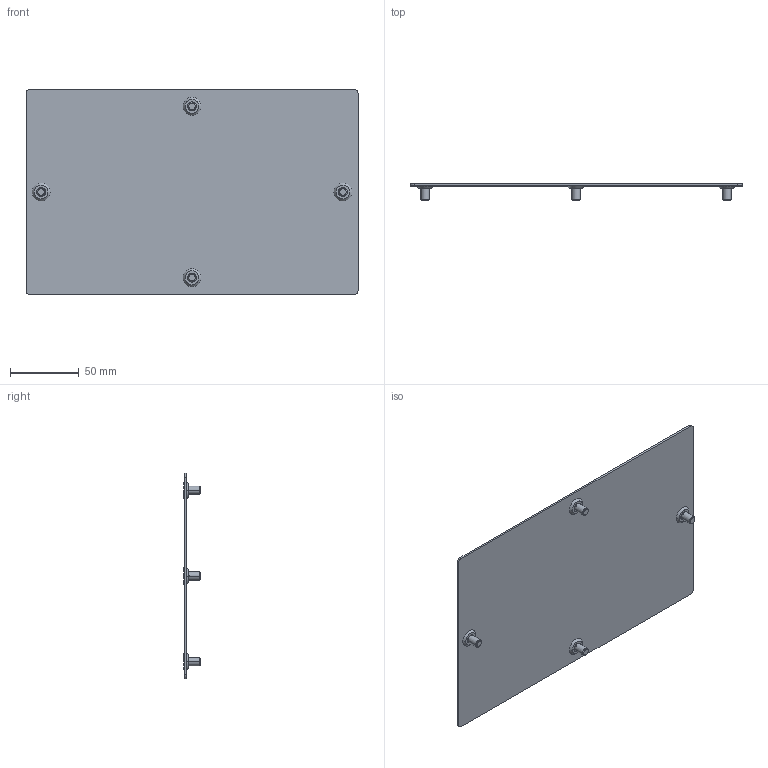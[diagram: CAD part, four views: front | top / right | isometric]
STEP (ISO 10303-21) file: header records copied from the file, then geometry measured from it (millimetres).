
FILE_DESCRIPTION(('STEP AP214'),'1');
FILE_NAME('cctmp_DC0A3F30-D773-4E35-BBBD-3610F3860F55_2024_06_07_11_26_30_0241..stp','2024-06-07T09:26:30',('SIEMENS A&D'),('CADClick - www.CADClick.com'),'Spatial InterOp 3D',' ','unknown authorization');
FILE_SCHEMA(('AUTOMOTIVE_DESIGN'));
Length unit declared in the file: millimetre
Products named in the file (6): cc_unnamed; 2024_06_07_11_26_30_0218; 2024_06_07_11_26_30_0177; 2024_06_07_11_26_30_0136; 2024_06_07_11_26_30_0095; 2024_06_07_11_26_30_0054
Assembly tree (5 placements, depth 2):
  cc_unnamed
    2024_06_07_11_26_30_0218
    2024_06_07_11_26_30_0177
    2024_06_07_11_26_30_0136
    2024_06_07_11_26_30_0095
    2024_06_07_11_26_30_0054
Bounding box: 242 x 12 x 150 mm (x, y, z)
Volume: 55918.8 mm3; surface area: 75713 mm2
Topology: 5 solids, 5 shells, 110 faces, 240 edges, 152 vertices
Faces by surface type: plane 50, cone 32, cylinder 28
Entity records: 4071 total; most frequent: DIRECTION 568, CARTESIAN_POINT 508, ORIENTED_EDGE 480, EDGE_CURVE 240, AXIS2_PLACEMENT_3D 212, VERTEX_POINT 152, LINE 144, VECTOR 144
